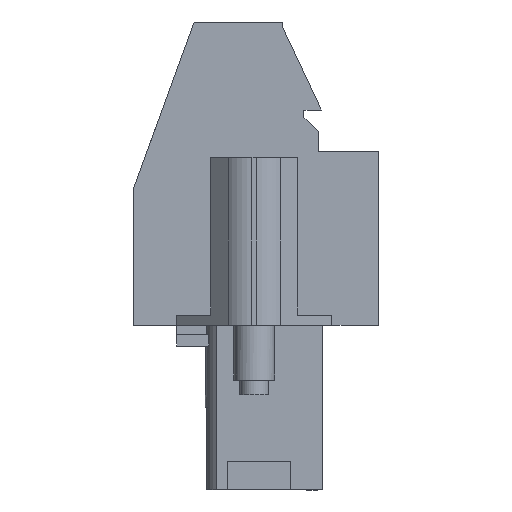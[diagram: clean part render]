
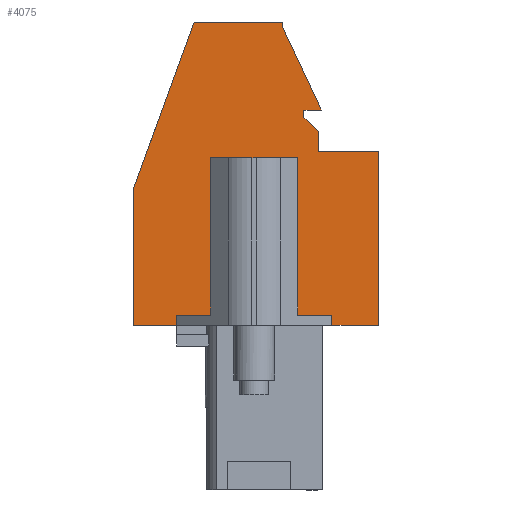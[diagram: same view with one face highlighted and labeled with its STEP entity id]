
A CAD part, left-side view. The second image highlights one B-rep face of the part: STEP entity #4075.
In plain terms, the highlighted planar face has unit normal (-1, 0, 0).
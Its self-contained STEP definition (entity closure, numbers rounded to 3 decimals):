
#1591=AXIS2_PLACEMENT_3D('Plane Axis2P3D',#1588,#1589,#1590) ;
#107=CARTESIAN_POINT('Line Origine',(3.47,1.125,7.95)) ;
#111=CARTESIAN_POINT('Vertex',(3.47,2.25,7.95)) ;
#113=CARTESIAN_POINT('Vertex',(3.47,0.,7.95)) ;
#162=CARTESIAN_POINT('Vertex',(3.47,9.75,7.95)) ;
#165=CARTESIAN_POINT('Line Origine',(3.47,10.79,7.95)) ;
#169=CARTESIAN_POINT('Vertex',(3.47,11.83,7.95)) ;
#1588=CARTESIAN_POINT('Axis2P3D Location',(3.47,12.132,0.)) ;
#3963=CARTESIAN_POINT('Line Origine',(3.47,0.,12.15)) ;
#3967=CARTESIAN_POINT('Vertex',(3.47,0.,16.35)) ;
#3970=CARTESIAN_POINT('Line Origine',(3.47,1.45,16.35)) ;
#3974=CARTESIAN_POINT('Vertex',(3.47,2.9,16.35)) ;
#3977=CARTESIAN_POINT('Line Origine',(3.47,2.9,16.825)) ;
#3981=CARTESIAN_POINT('Vertex',(3.47,2.9,17.3)) ;
#3984=CARTESIAN_POINT('Line Origine',(3.47,3.25,17.65)) ;
#3988=CARTESIAN_POINT('Vertex',(3.47,3.6,18.)) ;
#3991=CARTESIAN_POINT('Line Origine',(3.47,3.6,18.175)) ;
#3995=CARTESIAN_POINT('Vertex',(3.47,3.6,18.35)) ;
#3998=CARTESIAN_POINT('Line Origine',(3.47,3.18,18.35)) ;
#4002=CARTESIAN_POINT('Vertex',(3.47,2.76,18.35)) ;
#4005=CARTESIAN_POINT('Line Origine',(3.47,3.704,20.375)) ;
#4009=CARTESIAN_POINT('Vertex',(3.47,4.649,22.4)) ;
#4012=CARTESIAN_POINT('Line Origine',(3.47,4.649,22.5)) ;
#4016=CARTESIAN_POINT('Vertex',(3.47,4.649,22.6)) ;
#4019=CARTESIAN_POINT('Line Origine',(3.47,6.778,22.6)) ;
#4023=CARTESIAN_POINT('Vertex',(3.47,8.908,22.6)) ;
#4026=CARTESIAN_POINT('Line Origine',(3.47,10.369,18.586)) ;
#4030=CARTESIAN_POINT('Vertex',(3.47,11.83,14.572)) ;
#4033=CARTESIAN_POINT('Line Origine',(3.47,11.83,11.261)) ;
#4038=CARTESIAN_POINT('Line Origine',(3.47,9.75,8.2)) ;
#4042=CARTESIAN_POINT('Vertex',(3.47,9.75,8.45)) ;
#4045=CARTESIAN_POINT('Line Origine',(3.47,6.,8.45)) ;
#4049=CARTESIAN_POINT('Vertex',(3.47,2.25,8.45)) ;
#4052=CARTESIAN_POINT('Line Origine',(3.47,2.25,8.2)) ;
#108=DIRECTION('Vector Direction',(0.,1.,0.)) ;
#166=DIRECTION('Vector Direction',(0.,-1.,0.)) ;
#1589=DIRECTION('Axis2P3D Direction',(-1.,0.,0.)) ;
#1590=DIRECTION('Axis2P3D XDirection',(0.,-1.,0.)) ;
#3964=DIRECTION('Vector Direction',(0.,0.,1.)) ;
#3971=DIRECTION('Vector Direction',(0.,1.,0.)) ;
#3978=DIRECTION('Vector Direction',(0.,0.,1.)) ;
#3985=DIRECTION('Vector Direction',(0.,0.707,0.707)) ;
#3992=DIRECTION('Vector Direction',(0.,0.,1.)) ;
#3999=DIRECTION('Vector Direction',(0.,-1.,0.)) ;
#4006=DIRECTION('Vector Direction',(0.,0.423,0.906)) ;
#4013=DIRECTION('Vector Direction',(0.,0.,1.)) ;
#4020=DIRECTION('Vector Direction',(0.,1.,0.)) ;
#4027=DIRECTION('Vector Direction',(0.,0.342,-0.94)) ;
#4034=DIRECTION('Vector Direction',(0.,0.,1.)) ;
#4039=DIRECTION('Vector Direction',(0.,0.,1.)) ;
#4046=DIRECTION('Vector Direction',(0.,1.,0.)) ;
#4053=DIRECTION('Vector Direction',(0.,0.,1.)) ;
#109=VECTOR('Line Direction',#108,1.) ;
#167=VECTOR('Line Direction',#166,1.) ;
#3965=VECTOR('Line Direction',#3964,1.) ;
#3972=VECTOR('Line Direction',#3971,1.) ;
#3979=VECTOR('Line Direction',#3978,1.) ;
#3986=VECTOR('Line Direction',#3985,1.) ;
#3993=VECTOR('Line Direction',#3992,1.) ;
#4000=VECTOR('Line Direction',#3999,1.) ;
#4007=VECTOR('Line Direction',#4006,1.) ;
#4014=VECTOR('Line Direction',#4013,1.) ;
#4021=VECTOR('Line Direction',#4020,1.) ;
#4028=VECTOR('Line Direction',#4027,1.) ;
#4035=VECTOR('Line Direction',#4034,1.) ;
#4040=VECTOR('Line Direction',#4039,1.) ;
#4047=VECTOR('Line Direction',#4046,1.) ;
#4054=VECTOR('Line Direction',#4053,1.) ;
#4058=ORIENTED_EDGE('',*,*,#115,.T.) ;
#4059=ORIENTED_EDGE('',*,*,#3969,.T.) ;
#4060=ORIENTED_EDGE('',*,*,#3976,.T.) ;
#4061=ORIENTED_EDGE('',*,*,#3983,.T.) ;
#4062=ORIENTED_EDGE('',*,*,#3990,.T.) ;
#4063=ORIENTED_EDGE('',*,*,#3997,.T.) ;
#4064=ORIENTED_EDGE('',*,*,#4004,.T.) ;
#4065=ORIENTED_EDGE('',*,*,#4011,.T.) ;
#4066=ORIENTED_EDGE('',*,*,#4018,.T.) ;
#4067=ORIENTED_EDGE('',*,*,#4025,.T.) ;
#4068=ORIENTED_EDGE('',*,*,#4032,.T.) ;
#4069=ORIENTED_EDGE('',*,*,#4037,.T.) ;
#4070=ORIENTED_EDGE('',*,*,#171,.F.) ;
#4071=ORIENTED_EDGE('',*,*,#4044,.T.) ;
#4072=ORIENTED_EDGE('',*,*,#4051,.F.) ;
#4073=ORIENTED_EDGE('',*,*,#4056,.F.) ;
#4075=ADVANCED_FACE('HOUSING',(#4074),#1592,.T.) ;
#115=EDGE_CURVE('',#112,#114,#110,.F.) ;
#171=EDGE_CURVE('',#163,#170,#168,.F.) ;
#3969=EDGE_CURVE('',#114,#3968,#3966,.T.) ;
#3976=EDGE_CURVE('',#3968,#3975,#3973,.T.) ;
#3983=EDGE_CURVE('',#3975,#3982,#3980,.T.) ;
#3990=EDGE_CURVE('',#3982,#3989,#3987,.T.) ;
#3997=EDGE_CURVE('',#3989,#3996,#3994,.T.) ;
#4004=EDGE_CURVE('',#3996,#4003,#4001,.T.) ;
#4011=EDGE_CURVE('',#4003,#4010,#4008,.T.) ;
#4018=EDGE_CURVE('',#4010,#4017,#4015,.T.) ;
#4025=EDGE_CURVE('',#4017,#4024,#4022,.T.) ;
#4032=EDGE_CURVE('',#4024,#4031,#4029,.T.) ;
#4037=EDGE_CURVE('',#4031,#170,#4036,.F.) ;
#4044=EDGE_CURVE('',#163,#4043,#4041,.T.) ;
#4051=EDGE_CURVE('',#4050,#4043,#4048,.T.) ;
#4056=EDGE_CURVE('',#112,#4050,#4055,.T.) ;
#4057=EDGE_LOOP('',(#4058,#4059,#4060,#4061,#4062,#4063,#4064,#4065,#4066,#4067,#4068,#4069,#4070,#4071,#4072,#4073)) ;
#4074=FACE_OUTER_BOUND('',#4057,.T.) ;
#110=LINE('Line',#107,#109) ;
#168=LINE('Line',#165,#167) ;
#3966=LINE('Line',#3963,#3965) ;
#3973=LINE('Line',#3970,#3972) ;
#3980=LINE('Line',#3977,#3979) ;
#3987=LINE('Line',#3984,#3986) ;
#3994=LINE('Line',#3991,#3993) ;
#4001=LINE('Line',#3998,#4000) ;
#4008=LINE('Line',#4005,#4007) ;
#4015=LINE('Line',#4012,#4014) ;
#4022=LINE('Line',#4019,#4021) ;
#4029=LINE('Line',#4026,#4028) ;
#4036=LINE('Line',#4033,#4035) ;
#4041=LINE('Line',#4038,#4040) ;
#4048=LINE('Line',#4045,#4047) ;
#4055=LINE('Line',#4052,#4054) ;
#1592=PLANE('',#1591) ;
#112=VERTEX_POINT('',#111) ;
#114=VERTEX_POINT('',#113) ;
#163=VERTEX_POINT('',#162) ;
#170=VERTEX_POINT('',#169) ;
#3968=VERTEX_POINT('',#3967) ;
#3975=VERTEX_POINT('',#3974) ;
#3982=VERTEX_POINT('',#3981) ;
#3989=VERTEX_POINT('',#3988) ;
#3996=VERTEX_POINT('',#3995) ;
#4003=VERTEX_POINT('',#4002) ;
#4010=VERTEX_POINT('',#4009) ;
#4017=VERTEX_POINT('',#4016) ;
#4024=VERTEX_POINT('',#4023) ;
#4031=VERTEX_POINT('',#4030) ;
#4043=VERTEX_POINT('',#4042) ;
#4050=VERTEX_POINT('',#4049) ;
